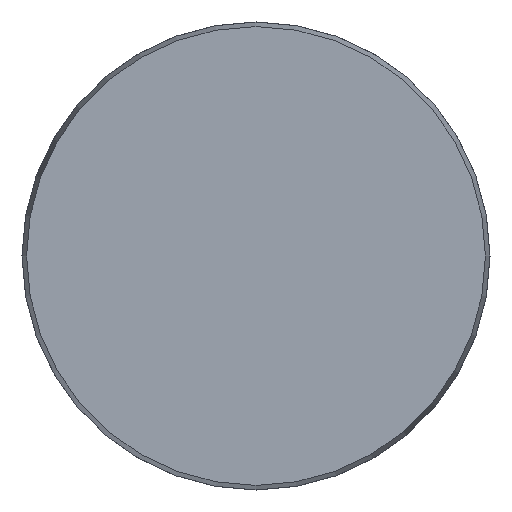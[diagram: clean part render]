
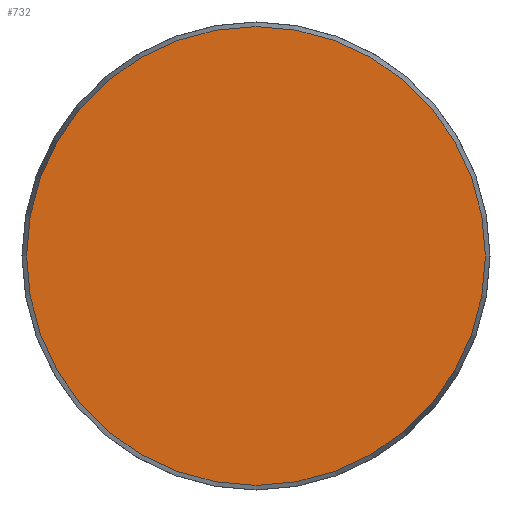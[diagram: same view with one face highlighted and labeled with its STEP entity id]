
A CAD part, front view. The second image highlights one B-rep face of the part: STEP entity #732.
In plain terms, the highlighted planar face has unit normal (0, -1, 0).
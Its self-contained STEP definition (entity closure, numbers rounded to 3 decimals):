
#66 = FACE_OUTER_BOUND ( 'NONE', #273, .T. ) ;
#68 = AXIS2_PLACEMENT_3D ( 'NONE', #304, #641, #535 ) ;
#149 = CARTESIAN_POINT ( 'NONE',  ( 0., 0., 0. ) ) ;
#181 = EDGE_CURVE ( 'NONE', #411, #411, #710, .T. ) ;
#260 = DIRECTION ( 'NONE',  ( 0., -1., 0. ) ) ;
#273 = EDGE_LOOP ( 'NONE', ( #739 ) ) ;
#304 = CARTESIAN_POINT ( 'NONE',  ( -28.425, 0., 0. ) ) ;
#411 = VERTEX_POINT ( 'NONE', #585 ) ;
#484 = AXIS2_PLACEMENT_3D ( 'NONE', #149, #260, #674 ) ;
#535 = DIRECTION ( 'NONE',  ( 0., 0., 1. ) ) ;
#585 = CARTESIAN_POINT ( 'NONE',  ( 0., 0., -28.425 ) ) ;
#641 = DIRECTION ( 'NONE',  ( 0., 1., 0. ) ) ;
#674 = DIRECTION ( 'NONE',  ( 0., 0., -1. ) ) ;
#702 = PLANE ( 'NONE',  #68 ) ;
#710 = CIRCLE ( 'NONE', #484, 28.425 ) ;
#732 = ADVANCED_FACE ( 'NONE', ( #66 ), #702, .F. ) ;
#739 = ORIENTED_EDGE ( 'NONE', *, *, #181, .T. ) ;
